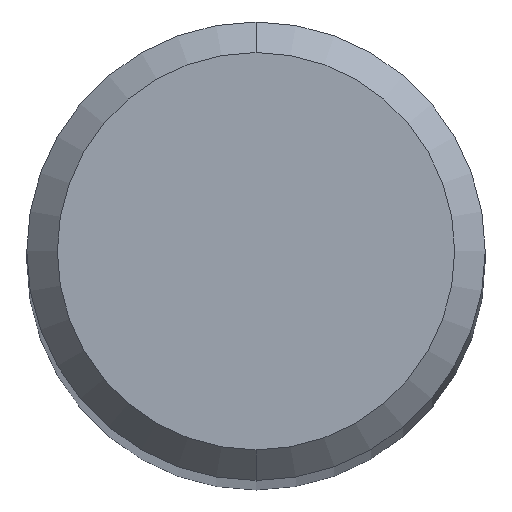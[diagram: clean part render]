
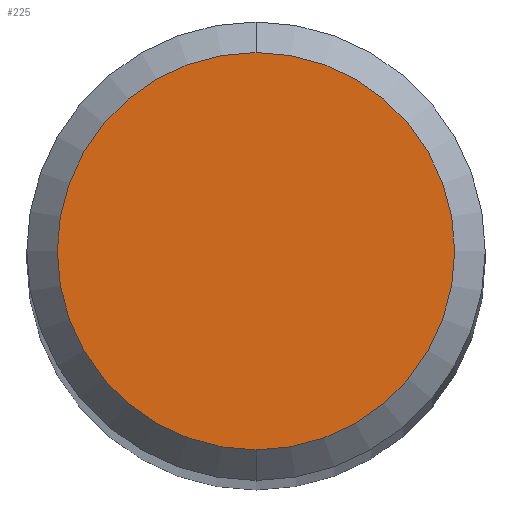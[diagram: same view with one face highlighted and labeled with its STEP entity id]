
A CAD part, top view. The second image highlights one B-rep face of the part: STEP entity #225.
In plain terms, the highlighted planar face has unit normal (0, 0, 1).
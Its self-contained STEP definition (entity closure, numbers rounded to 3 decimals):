
#165=VERTEX_POINT('',#440);
#225=ADVANCED_FACE('',(#508),#509,.T.);
#279=VERTEX_POINT('',#565);
#317=EDGE_CURVE('',#165,#279,#610,.T.);
#335=EDGE_CURVE('',#279,#165,#629,.T.);
#440=CARTESIAN_POINT('',(0.0,2.6,0.0));
#508=FACE_OUTER_BOUND('',#857,.T.);
#509=PLANE('',#858);
#565=CARTESIAN_POINT('',(0.,-2.6,0.0));
#610=CIRCLE('',#1102,2.6);
#629=CIRCLE('',#1151,2.6);
#857=EDGE_LOOP('',(#1401,#1402));
#858=AXIS2_PLACEMENT_3D('',#1403,#1404,#1405);
#1102=AXIS2_PLACEMENT_3D('',#1510,#1511,#1512);
#1151=AXIS2_PLACEMENT_3D('',#1526,#1527,#1528);
#1401=ORIENTED_EDGE('',*,*,#317,.F.);
#1402=ORIENTED_EDGE('',*,*,#335,.F.);
#1403=CARTESIAN_POINT('',(0.0,1.3,0.0));
#1404=DIRECTION('',(-0.0,0.0,1.0));
#1405=DIRECTION('',(0.0,-1.0,0.0));
#1510=CARTESIAN_POINT('',(0.0,0.0,0.0));
#1511=DIRECTION('',(0.0,0.0,-1.0));
#1512=DIRECTION('',(0.0,1.0,0.0));
#1526=CARTESIAN_POINT('',(0.0,0.0,0.0));
#1527=DIRECTION('',(0.0,0.0,-1.0));
#1528=DIRECTION('',(0.0,1.0,0.0));
